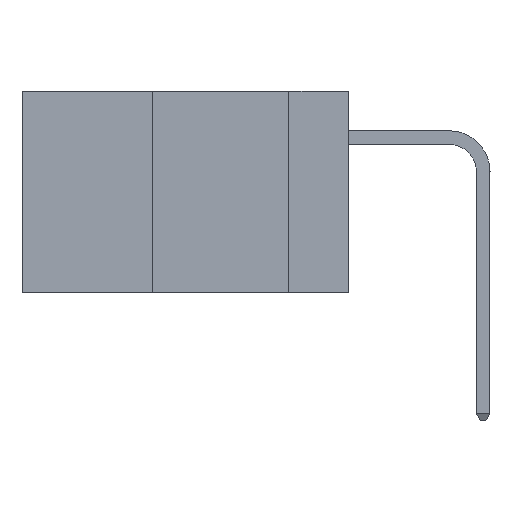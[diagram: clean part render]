
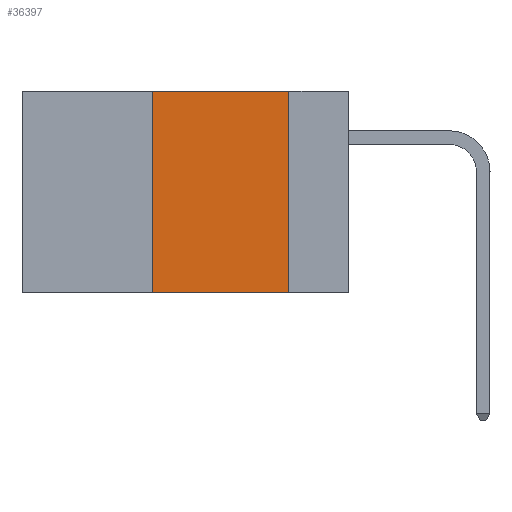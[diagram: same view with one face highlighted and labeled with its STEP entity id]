
A CAD part, left-side view. The second image highlights one B-rep face of the part: STEP entity #36397.
In plain terms, the highlighted planar face has unit normal (-1, 0, 0).
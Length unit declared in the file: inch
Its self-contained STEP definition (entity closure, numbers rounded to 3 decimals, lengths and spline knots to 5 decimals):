
#1250 = LINE ( 'NONE', #8385, #11298 ) ;
#3355 = CARTESIAN_POINT ( 'NONE',  ( 0., 0.36, 0. ) ) ;
#3678 = CARTESIAN_POINT ( 'NONE',  ( 0., 0.11, 0. ) ) ;
#6301 = DIRECTION ( 'NONE',  ( 0., 0., -1. ) ) ;
#8385 = CARTESIAN_POINT ( 'NONE',  ( 0., 0.11, 0. ) ) ;
#8421 = LINE ( 'NONE', #18984, #35136 ) ;
#8734 = DIRECTION ( 'NONE',  ( 0., 0., -1. ) ) ;
#9967 = DIRECTION ( 'NONE',  ( 1., 0., 0. ) ) ;
#10581 = CARTESIAN_POINT ( 'NONE',  ( 0., 0.11, -0.37 ) ) ;
#11298 = VECTOR ( 'NONE', #8734, 39.37008 ) ;
#11489 = VERTEX_POINT ( 'NONE', #17649 ) ;
#13775 = ORIENTED_EDGE ( 'NONE', *, *, #24013, .T. ) ;
#14642 = ORIENTED_EDGE ( 'NONE', *, *, #23524, .F. ) ;
#16589 = AXIS2_PLACEMENT_3D ( 'NONE', #21507, #9967, #6301 ) ;
#17649 = CARTESIAN_POINT ( 'NONE',  ( 0., 0.36, -0.37 ) ) ;
#17691 = PLANE ( 'NONE',  #16589 ) ;
#18984 = CARTESIAN_POINT ( 'NONE',  ( 0., 0.36, 0. ) ) ;
#21507 = CARTESIAN_POINT ( 'NONE',  ( 0., 0.6, 0. ) ) ;
#23143 = VERTEX_POINT ( 'NONE', #3355 ) ;
#23524 = EDGE_CURVE ( 'NONE', #45560, #27826, #1250, .T. ) ;
#24013 = EDGE_CURVE ( 'NONE', #11489, #27826, #40943, .T. ) ;
#24219 = EDGE_CURVE ( 'NONE', #23143, #45560, #46842, .T. ) ;
#26320 = DIRECTION ( 'NONE',  ( 0., 0., 1. ) ) ;
#26651 = VECTOR ( 'NONE', #28934, 39.37008 ) ;
#27040 = FACE_OUTER_BOUND ( 'NONE', #31253, .T. ) ;
#27257 = CARTESIAN_POINT ( 'NONE',  ( 0., 0.6, -0.37 ) ) ;
#27826 = VERTEX_POINT ( 'NONE', #10581 ) ;
#28761 = CARTESIAN_POINT ( 'NONE',  ( 0., 0.6, 0. ) ) ;
#28934 = DIRECTION ( 'NONE',  ( 0., -1., 0. ) ) ;
#30926 = DIRECTION ( 'NONE',  ( 0., -1., 0. ) ) ;
#31253 = EDGE_LOOP ( 'NONE', ( #14642, #33071, #38146, #13775 ) ) ;
#33071 = ORIENTED_EDGE ( 'NONE', *, *, #24219, .F. ) ;
#35136 = VECTOR ( 'NONE', #26320, 39.37008 ) ;
#36397 = ADVANCED_FACE ( 'NONE', ( #27040 ), #17691, .F. ) ;
#38146 = ORIENTED_EDGE ( 'NONE', *, *, #40892, .F. ) ;
#38557 = VECTOR ( 'NONE', #30926, 39.37008 ) ;
#40892 = EDGE_CURVE ( 'NONE', #11489, #23143, #8421, .T. ) ;
#40943 = LINE ( 'NONE', #27257, #38557 ) ;
#45560 = VERTEX_POINT ( 'NONE', #3678 ) ;
#46842 = LINE ( 'NONE', #28761, #26651 ) ;
